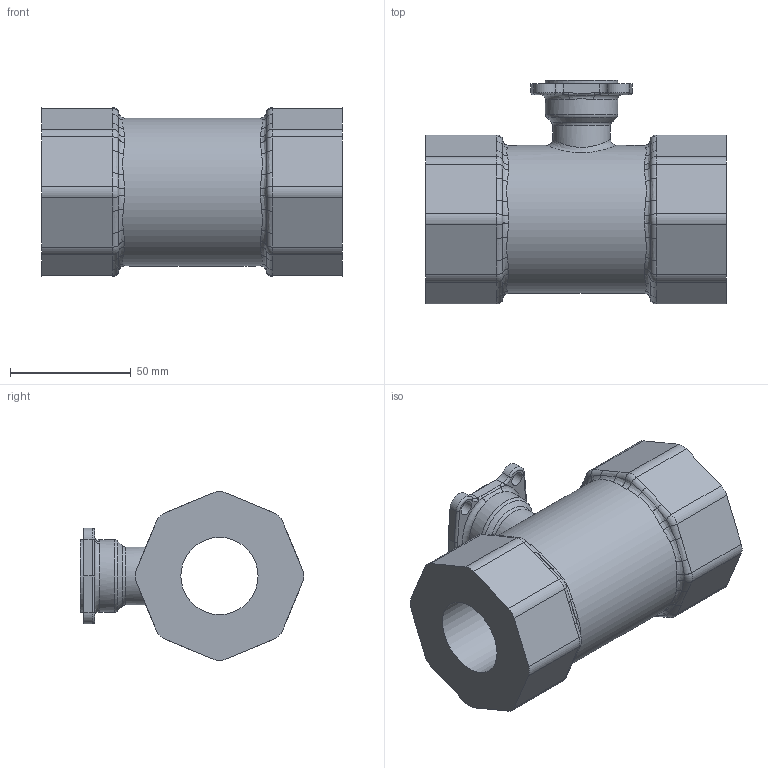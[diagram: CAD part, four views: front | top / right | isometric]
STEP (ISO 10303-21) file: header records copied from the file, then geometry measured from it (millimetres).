
FILE_DESCRIPTION(/* description */ (''),/* implementation_level */ '2;1');
FILE_NAME(/* name */ '13663-22050.stp',/* time_stamp */ '2015-09-11T08:00:07-04:00',/* author */ (''),/* organization */ (''),/* preprocessor_version */ 'ST-DEVELOPER v11',/* originating_system */ 'SIEMENS UGS NX 6.0',/* authorisation */ '');
FILE_SCHEMA (('CONFIG_CONTROL_DESIGN'));
Length unit declared in the file: millimetre
Products named in the file (1): 13663-22050
Bounding box: 124.6 x 92.74 x 69.98 mm (x, y, z)
Volume: 320697.9 mm3; surface area: 49995.7 mm2
Topology: 1 solids, 1 shells, 284 faces, 689 edges, 419 vertices
Faces by surface type: bspline 93, cylinder 75, plane 65, torus 28, extrusion 22, cone 1
Full cylindrical faces by diameter (mm): 5.5 x1, 6 x4, 24 x1, 26 x1, 30 x2, 32 x1, 61.4 x1
Entity records: 10184 total; most frequent: CARTESIAN_POINT 4200, ORIENTED_EDGE 1338, DIRECTION 1042, EDGE_CURVE 669, AXIS2_PLACEMENT_3D 419, VERTEX_POINT 414, EDGE_LOOP 321, ADVANCED_FACE 284
